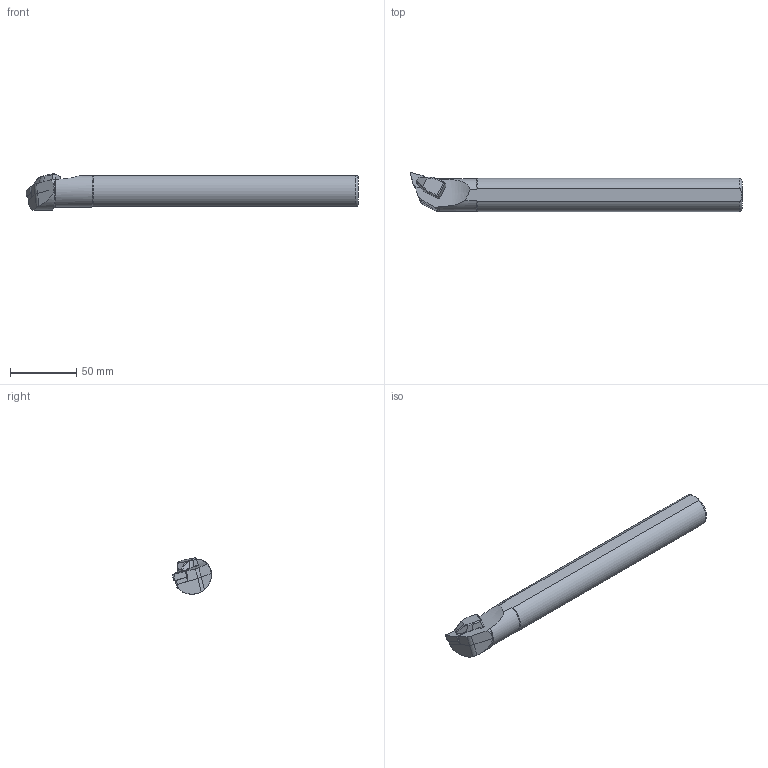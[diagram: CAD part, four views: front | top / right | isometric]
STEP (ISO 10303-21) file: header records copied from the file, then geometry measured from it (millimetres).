
FILE_DESCRIPTION(/* description */ (''),/* implementation_level */ '2;1');
FILE_NAME(/* name */ 'S25S-TDQNL-11.stp',/* time_stamp */ '2023-10-05T15:43:44+03:00',/* author */ (''),/* organization */ (''),/* preprocessor_version */ 'ST-DEVELOPER v19.4',/* originating_system */ 'SIEMENS PLM Software NX2306.3001',/* authorisation */ '');
FILE_SCHEMA (('AUTOMOTIVE_DESIGN { 1 0 10303 214 3 1 1 1 }'));
Length unit declared in the file: millimetre
Products named in the file (1): S25S-TDQNR-11
Bounding box: 250 x 29.5 x 27.41 mm (x, y, z)
Volume: 114599.6 mm3; surface area: 20864.9 mm2
Topology: 2 solids, 2 shells, 111 faces, 274 edges, 167 vertices
Faces by surface type: cylinder 50, plane 40, bspline 12, cone 4, torus 3, sphere 2
Full cylindrical faces by diameter (mm): 3.4 x1
Entity records: 3765 total; most frequent: CARTESIAN_POINT 1111, ORIENTED_EDGE 536, DIRECTION 536, EDGE_CURVE 268, AXIS2_PLACEMENT_3D 207, VERTEX_POINT 166, LINE 122, VECTOR 122
